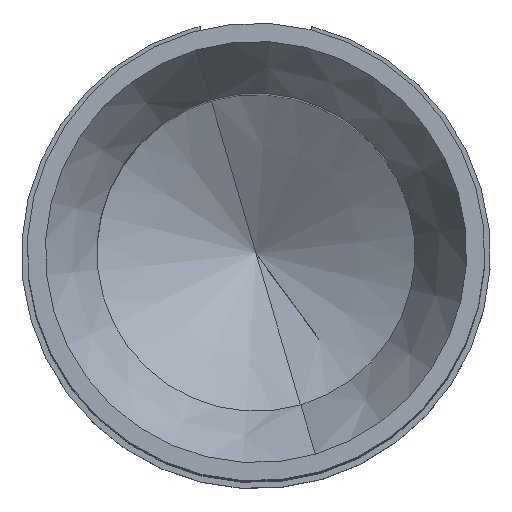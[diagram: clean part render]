
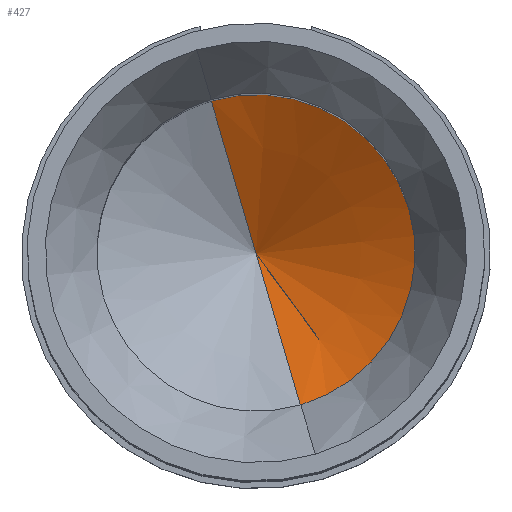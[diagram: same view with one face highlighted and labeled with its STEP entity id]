
A CAD part, top view. The second image highlights one B-rep face of the part: STEP entity #427.
In plain terms, the highlighted conical face has half-angle 60 degrees and reference radius 0 mm.
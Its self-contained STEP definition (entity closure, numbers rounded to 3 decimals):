
#377=AXIS2_PLACEMENT_3D('Circle Axis2P3D',#375,#376,$) ;
#397=AXIS2_PLACEMENT_3D('Cone Axis2P3D',#394,#395,#396) ;
#372=CARTESIAN_POINT('Vertex',(1.699,3.467,16.25)) ;
#375=CARTESIAN_POINT('Axis2P3D Location',(2.1,2.1,16.25)) ;
#379=CARTESIAN_POINT('Vertex',(2.501,0.733,16.25)) ;
#394=CARTESIAN_POINT('Axis2P3D Location',(2.1,2.1,15.427)) ;
#404=CARTESIAN_POINT('Line Origine',(2.301,1.416,15.839)) ;
#408=CARTESIAN_POINT('Vertex',(2.1,2.1,15.427)) ;
#411=CARTESIAN_POINT('Line Origine',(1.899,2.784,15.839)) ;
#376=DIRECTION('Axis2P3D Direction',(0.,0.,-1.)) ;
#395=DIRECTION('Axis2P3D Direction',(0.,0.,1.)) ;
#396=DIRECTION('Axis2P3D XDirection',(0.282,-0.96,0.)) ;
#405=DIRECTION('Vector Direction',(0.244,-0.831,0.5)) ;
#412=DIRECTION('Vector Direction',(-0.244,0.831,0.5)) ;
#406=VECTOR('Line Direction',#405,1.) ;
#413=VECTOR('Line Direction',#412,1.) ;
#423=ORIENTED_EDGE('',*,*,#381,.F.) ;
#424=ORIENTED_EDGE('',*,*,#415,.T.) ;
#425=ORIENTED_EDGE('',*,*,#410,.F.) ;
#427=ADVANCED_FACE('Hauptkoerper',(#426),#398,.F.) ;
#378=CIRCLE('generated circle',#377,1.425) ;
#398=CONICAL_SURFACE('Cone',#397,0.,1.047) ;
#381=EDGE_CURVE('',#373,#380,#378,.T.) ;
#410=EDGE_CURVE('',#380,#409,#407,.F.) ;
#415=EDGE_CURVE('',#373,#409,#414,.F.) ;
#422=EDGE_LOOP('',(#423,#424,#425)) ;
#426=FACE_OUTER_BOUND('',#422,.T.) ;
#407=LINE('Line',#404,#406) ;
#414=LINE('Line',#411,#413) ;
#373=VERTEX_POINT('',#372) ;
#380=VERTEX_POINT('',#379) ;
#409=VERTEX_POINT('',#408) ;
